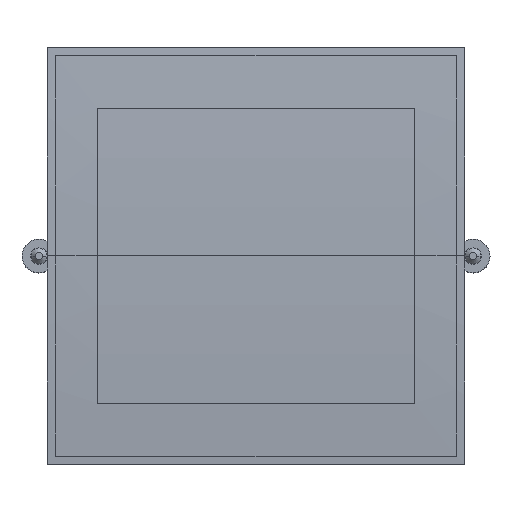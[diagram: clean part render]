
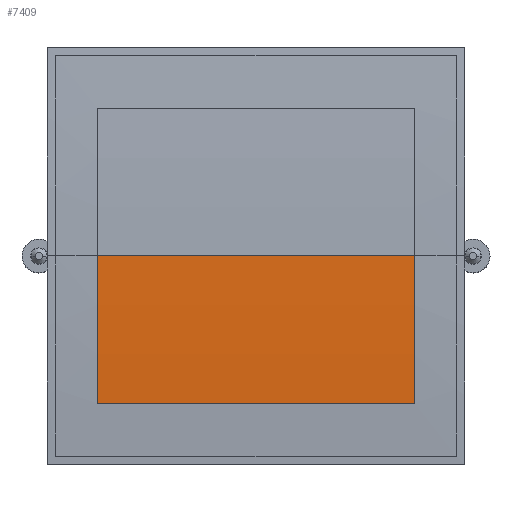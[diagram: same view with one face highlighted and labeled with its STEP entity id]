
A CAD part, top view. The second image highlights one B-rep face of the part: STEP entity #7409.
In plain terms, the highlighted cylindrical face has radius 432.75 mm (diameter 865.5 mm), a partial arc.
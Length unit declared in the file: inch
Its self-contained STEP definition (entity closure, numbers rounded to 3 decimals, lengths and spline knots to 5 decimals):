
#25 = EDGE_CURVE ( 'NONE', #4223, #5612, #6842, .T. ) ;
#73 = CYLINDRICAL_SURFACE ( 'NONE', #11968, 17.0374 ) ;
#623 = ORIENTED_EDGE ( 'NONE', *, *, #11320, .T. ) ;
#723 = EDGE_CURVE ( 'NONE', #7522, #4223, #11810, .T. ) ;
#903 = CARTESIAN_POINT ( 'NONE',  ( 1.41732, 0., -16.92929 ) ) ;
#1326 = CARTESIAN_POINT ( 'NONE',  ( -1.12205, -1.04331, 0.07614 ) ) ;
#1473 = EDGE_CURVE ( 'NONE', #6932, #7522, #10535, .T. ) ;
#1568 = CARTESIAN_POINT ( 'NONE',  ( 1.12205, 0., 0.10811 ) ) ;
#2726 = CARTESIAN_POINT ( 'NONE',  ( 1.12205, 0., -16.92929 ) ) ;
#2871 = DIRECTION ( 'NONE',  ( 0., 0., 1. ) ) ;
#2914 = ORIENTED_EDGE ( 'NONE', *, *, #1473, .T. ) ;
#3065 = LINE ( 'NONE', #6865, #10668 ) ;
#3382 = CARTESIAN_POINT ( 'NONE',  ( -1.12205, 0., -16.92929 ) ) ;
#3396 = AXIS2_PLACEMENT_3D ( 'NONE', #3382, #8239, #3515 ) ;
#3515 = DIRECTION ( 'NONE',  ( 0., 0., 1. ) ) ;
#3879 = ORIENTED_EDGE ( 'NONE', *, *, #723, .T. ) ;
#4163 = EDGE_LOOP ( 'NONE', ( #11369, #623, #2914, #3879 ) ) ;
#4223 = VERTEX_POINT ( 'NONE', #9900 ) ;
#5440 = DIRECTION ( 'NONE',  ( 1., 0., 0. ) ) ;
#5612 = VERTEX_POINT ( 'NONE', #1568 ) ;
#5826 = DIRECTION ( 'NONE',  ( -1., 0., 0. ) ) ;
#6164 = CARTESIAN_POINT ( 'NONE',  ( 1.41732, -1.04331, 0.07614 ) ) ;
#6842 = CIRCLE ( 'NONE', #11591, 17.0374 ) ;
#6865 = CARTESIAN_POINT ( 'NONE',  ( 1.41732, 0., 0.10811 ) ) ;
#6932 = VERTEX_POINT ( 'NONE', #11822 ) ;
#7409 = ADVANCED_FACE ( 'NONE', ( #12186 ), #73, .T. ) ;
#7522 = VERTEX_POINT ( 'NONE', #1326 ) ;
#8239 = DIRECTION ( 'NONE',  ( 1., 0., 0. ) ) ;
#9900 = CARTESIAN_POINT ( 'NONE',  ( 1.12205, -1.04331, 0.07614 ) ) ;
#10144 = VECTOR ( 'NONE', #5440, 39.37008 ) ;
#10268 = DIRECTION ( 'NONE',  ( -1., 0., 0. ) ) ;
#10535 = CIRCLE ( 'NONE', #3396, 17.0374 ) ;
#10640 = DIRECTION ( 'NONE',  ( -1., 0., 0. ) ) ;
#10668 = VECTOR ( 'NONE', #10640, 39.37008 ) ;
#11227 = DIRECTION ( 'NONE',  ( 0., 0., 1. ) ) ;
#11320 = EDGE_CURVE ( 'NONE', #5612, #6932, #3065, .T. ) ;
#11369 = ORIENTED_EDGE ( 'NONE', *, *, #25, .T. ) ;
#11591 = AXIS2_PLACEMENT_3D ( 'NONE', #2726, #5826, #11227 ) ;
#11810 = LINE ( 'NONE', #6164, #10144 ) ;
#11822 = CARTESIAN_POINT ( 'NONE',  ( -1.12205, 0., 0.10811 ) ) ;
#11968 = AXIS2_PLACEMENT_3D ( 'NONE', #903, #10268, #2871 ) ;
#12186 = FACE_OUTER_BOUND ( 'NONE', #4163, .T. ) ;
